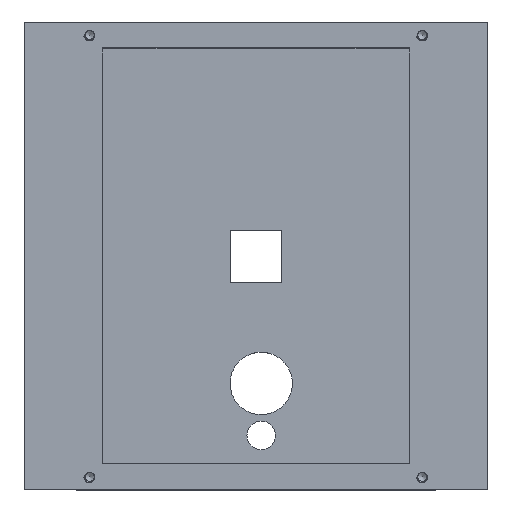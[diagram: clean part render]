
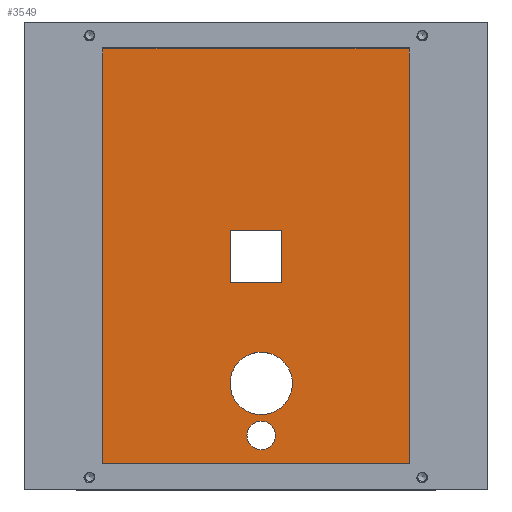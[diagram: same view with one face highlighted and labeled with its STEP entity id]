
A CAD part, top view. The second image highlights one B-rep face of the part: STEP entity #3549.
In plain terms, the highlighted planar face has unit normal (0, 0, 1).
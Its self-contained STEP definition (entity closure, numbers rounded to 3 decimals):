
#15=FACE_BOUND('',#436,.T.);
#16=FACE_BOUND('',#437,.T.);
#17=FACE_BOUND('',#438,.T.);
#53=PLANE('',#3777);
#244=FACE_OUTER_BOUND('',#435,.T.);
#435=EDGE_LOOP('',(#3113,#3114,#3115,#3116,#3117,#3118));
#436=EDGE_LOOP('',(#3119));
#437=EDGE_LOOP('',(#3120));
#438=EDGE_LOOP('',(#3121,#3122,#3123,#3124));
#802=CIRCLE('',#3772,2.75);
#804=CIRCLE('',#3775,6.);
#950=LINE('',#9535,#1151);
#958=LINE('',#14816,#1159);
#961=LINE('',#14822,#1162);
#964=LINE('',#14828,#1165);
#967=LINE('',#14832,#1168);
#970=LINE('',#14848,#1171);
#971=LINE('',#14850,#1172);
#972=LINE('',#14851,#1173);
#973=LINE('',#14853,#1174);
#974=LINE('',#14854,#1175);
#1151=VECTOR('',#4268,10.);
#1159=VECTOR('',#4326,10.);
#1162=VECTOR('',#4331,10.);
#1165=VECTOR('',#4336,10.);
#1168=VECTOR('',#4341,10.);
#1171=VECTOR('',#4358,10.);
#1172=VECTOR('',#4359,10.);
#1173=VECTOR('',#4360,10.);
#1174=VECTOR('',#4361,10.);
#1175=VECTOR('',#4362,10.);
#1528=VERTEX_POINT('',#9533);
#1529=VERTEX_POINT('',#9534);
#1538=VERTEX_POINT('',#14813);
#1539=VERTEX_POINT('',#14815);
#1541=VERTEX_POINT('',#14821);
#1543=VERTEX_POINT('',#14827);
#1544=VERTEX_POINT('',#14834);
#1546=VERTEX_POINT('',#14840);
#1548=VERTEX_POINT('',#14846);
#1549=VERTEX_POINT('',#14847);
#1550=VERTEX_POINT('',#14849);
#1551=VERTEX_POINT('',#14852);
#2020=EDGE_CURVE('',#1528,#1529,#950,.T.);
#2068=EDGE_CURVE('',#1539,#1538,#958,.T.);
#2071=EDGE_CURVE('',#1541,#1539,#961,.T.);
#2074=EDGE_CURVE('',#1543,#1541,#964,.T.);
#2077=EDGE_CURVE('',#1538,#1543,#967,.T.);
#2078=EDGE_CURVE('',#1544,#1544,#802,.T.);
#2081=EDGE_CURVE('',#1546,#1546,#804,.T.);
#2084=EDGE_CURVE('',#1548,#1549,#970,.T.);
#2085=EDGE_CURVE('',#1550,#1548,#971,.T.);
#2086=EDGE_CURVE('',#1529,#1550,#972,.T.);
#2087=EDGE_CURVE('',#1551,#1528,#973,.T.);
#2088=EDGE_CURVE('',#1549,#1551,#974,.T.);
#3113=ORIENTED_EDGE('',*,*,#2084,.F.);
#3114=ORIENTED_EDGE('',*,*,#2085,.F.);
#3115=ORIENTED_EDGE('',*,*,#2086,.F.);
#3116=ORIENTED_EDGE('',*,*,#2020,.F.);
#3117=ORIENTED_EDGE('',*,*,#2087,.F.);
#3118=ORIENTED_EDGE('',*,*,#2088,.F.);
#3119=ORIENTED_EDGE('',*,*,#2081,.T.);
#3120=ORIENTED_EDGE('',*,*,#2078,.T.);
#3121=ORIENTED_EDGE('',*,*,#2077,.T.);
#3122=ORIENTED_EDGE('',*,*,#2074,.T.);
#3123=ORIENTED_EDGE('',*,*,#2071,.T.);
#3124=ORIENTED_EDGE('',*,*,#2068,.T.);
#3549=ADVANCED_FACE('',(#244,#15,#16,#17),#53,.F.);
#3772=AXIS2_PLACEMENT_3D('',#14835,#4344,#4345);
#3775=AXIS2_PLACEMENT_3D('',#14841,#4351,#4352);
#3777=AXIS2_PLACEMENT_3D('',#14845,#4356,#4357);
#4268=DIRECTION('',(1.,0.,0.));
#4326=DIRECTION('',(-1.,0.,0.));
#4331=DIRECTION('',(0.,-1.,0.));
#4336=DIRECTION('',(1.,0.,0.));
#4341=DIRECTION('',(0.,1.,0.));
#4344=DIRECTION('center_axis',(0.,0.,-1.));
#4345=DIRECTION('ref_axis',(1.,0.,0.));
#4351=DIRECTION('center_axis',(0.,0.,-1.));
#4352=DIRECTION('ref_axis',(1.,0.,0.));
#4356=DIRECTION('center_axis',(0.,0.,-1.));
#4357=DIRECTION('ref_axis',(1.,0.,0.));
#4358=DIRECTION('',(-1.,0.,0.));
#4359=DIRECTION('',(0.,-1.,0.));
#4360=DIRECTION('',(1.,0.,0.));
#4361=DIRECTION('',(1.,0.,0.));
#4362=DIRECTION('',(0.,1.,0.));
#9533=CARTESIAN_POINT('',(-2.781,40.,-18.));
#9534=CARTESIAN_POINT('',(2.781,40.,-18.));
#9535=CARTESIAN_POINT('',(14.75,40.,-18.));
#14813=CARTESIAN_POINT('',(-5.,-5.,-18.));
#14815=CARTESIAN_POINT('',(5.,-5.,-18.));
#14816=CARTESIAN_POINT('',(5.,-5.,-18.));
#14821=CARTESIAN_POINT('',(5.,5.,-18.));
#14822=CARTESIAN_POINT('',(5.,5.,-18.));
#14827=CARTESIAN_POINT('',(-5.,5.,-18.));
#14828=CARTESIAN_POINT('',(-5.,5.,-18.));
#14832=CARTESIAN_POINT('',(-5.,-5.,-18.));
#14834=CARTESIAN_POINT('',(-1.75,-34.5,-18.));
#14835=CARTESIAN_POINT('Origin',(1.,-34.5,-18.));
#14840=CARTESIAN_POINT('',(-5.,-24.5,-18.));
#14841=CARTESIAN_POINT('Origin',(1.,-24.5,-18.));
#14845=CARTESIAN_POINT('Origin',(0.,0.,
-18.));
#14846=CARTESIAN_POINT('',(29.5,-40.,-18.));
#14847=CARTESIAN_POINT('',(-29.5,-40.,-18.));
#14848=CARTESIAN_POINT('',(-14.75,-40.,-18.));
#14849=CARTESIAN_POINT('',(29.5,40.,-18.));
#14850=CARTESIAN_POINT('',(29.5,-20.,-18.));
#14851=CARTESIAN_POINT('',(14.75,40.,-18.));
#14852=CARTESIAN_POINT('',(-29.5,40.,-18.));
#14853=CARTESIAN_POINT('',(14.75,40.,-18.));
#14854=CARTESIAN_POINT('',(-29.5,20.,-18.));
